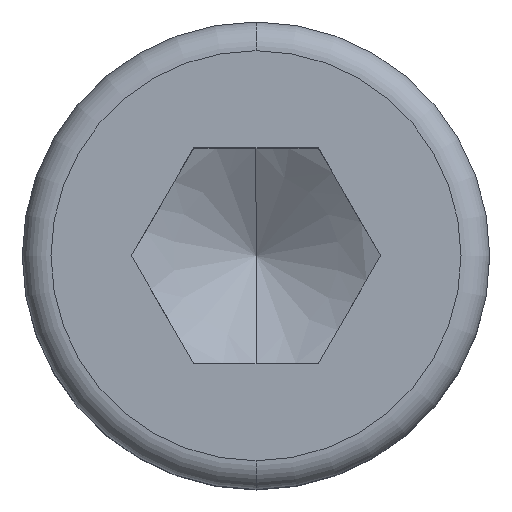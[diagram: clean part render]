
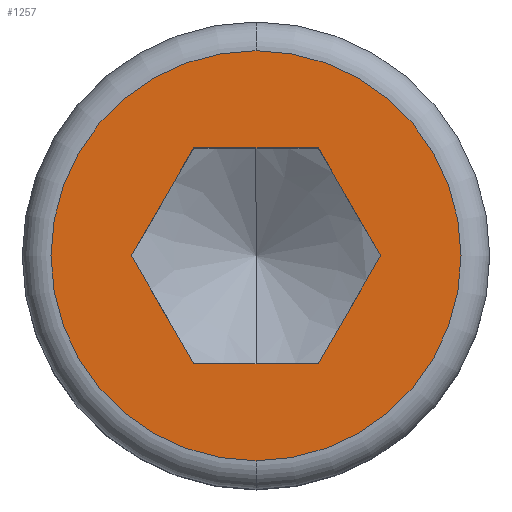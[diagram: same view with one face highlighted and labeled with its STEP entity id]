
A CAD part, top view. The second image highlights one B-rep face of the part: STEP entity #1257.
In plain terms, the highlighted planar face has unit normal (0, 0, 1).
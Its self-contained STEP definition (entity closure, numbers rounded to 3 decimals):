
#761=EDGE_CURVE('',#1205,#1439,#2035,.T.);
#829=VERTEX_POINT('',#2116);
#1027=EDGE_CURVE('',#1477,#1607,#2337,.T.);
#1089=EDGE_CURVE('',#1607,#1679,#2406,.T.);
#1135=VERTEX_POINT('',#2459);
#1205=VERTEX_POINT('',#2540);
#1257=ADVANCED_FACE('',(#2601,#2602),#2603,.T.);
#1439=VERTEX_POINT('',#2806);
#1477=VERTEX_POINT('',#2848);
#1519=EDGE_CURVE('',#829,#1135,#2893,.T.);
#1525=EDGE_CURVE('',#1135,#1477,#2900,.T.);
#1605=EDGE_CURVE('',#1439,#1205,#2992,.T.);
#1607=VERTEX_POINT('',#2994);
#1679=VERTEX_POINT('',#3075);
#1733=EDGE_CURVE('',#1679,#1891,#3140,.T.);
#1735=EDGE_CURVE('',#1891,#829,#3142,.T.);
#1891=VERTEX_POINT('',#3319);
#2035=CIRCLE('',#3504,5.7);
#2116=CARTESIAN_POINT('',(-1.733,3.001,8.));
#2337=LINE('',#3939,#3940);
#2406=LINE('',#4048,#4049);
#2459=CARTESIAN_POINT('',(1.733,3.001,8.));
#2540=CARTESIAN_POINT('',(0.,-5.7,8.));
#2601=FACE_BOUND('',#4313,.T.);
#2602=FACE_OUTER_BOUND('',#4314,.T.);
#2603=PLANE('',#4315);
#2806=CARTESIAN_POINT('',(0.,5.7,8.));
#2848=CARTESIAN_POINT('',(3.465,0.,8.));
#2893=LINE('',#4761,#4762);
#2900=LINE('',#4771,#4772);
#2992=CIRCLE('',#4893,5.7);
#2994=CARTESIAN_POINT('',(1.733,-3.001,8.));
#3075=CARTESIAN_POINT('',(-1.732,-3.001,8.));
#3140=LINE('',#5094,#5095);
#3142=LINE('',#5098,#5099);
#3319=CARTESIAN_POINT('',(-3.465,0.,8.));
#3504=AXIS2_PLACEMENT_3D('',#5509,#5510,#5511);
#3939=CARTESIAN_POINT('',(2.166,-2.251,8.));
#3940=VECTOR('',#5893,1.0);
#4048=CARTESIAN_POINT('',(-0.866,-3.001,8.));
#4049=VECTOR('',#5966,1.0);
#4313=EDGE_LOOP('',(#6236,#6237,#6238,#6239,#6240,#6241));
#4314=EDGE_LOOP('',(#6242,#6243));
#4315=AXIS2_PLACEMENT_3D('',#6244,#6245,#6246);
#4761=CARTESIAN_POINT('',(0.866,3.001,8.));
#4762=VECTOR('',#6556,1.0);
#4771=CARTESIAN_POINT('',(3.032,0.75,8.));
#4772=VECTOR('',#6567,1.0);
#4893=AXIS2_PLACEMENT_3D('',#6689,#6690,#6691);
#5094=CARTESIAN_POINT('',(-3.032,-0.75,8.));
#5095=VECTOR('',#6866,1.0);
#5098=CARTESIAN_POINT('',(-2.166,2.251,8.));
#5099=VECTOR('',#6867,1.0);
#5509=CARTESIAN_POINT('',(0.,0.,8.));
#5510=DIRECTION('',(0.,0.,1.0));
#5511=DIRECTION('',(-1.0,0.0,0.));
#5893=DIRECTION('',(-0.5,-0.866,0.0));
#5966=DIRECTION('',(-1.0,0.0,0.0));
#6236=ORIENTED_EDGE('',*,*,#1733,.T.);
#6237=ORIENTED_EDGE('',*,*,#1735,.T.);
#6238=ORIENTED_EDGE('',*,*,#1519,.T.);
#6239=ORIENTED_EDGE('',*,*,#1525,.T.);
#6240=ORIENTED_EDGE('',*,*,#1027,.T.);
#6241=ORIENTED_EDGE('',*,*,#1089,.T.);
#6242=ORIENTED_EDGE('',*,*,#761,.T.);
#6243=ORIENTED_EDGE('',*,*,#1605,.T.);
#6244=CARTESIAN_POINT('',(0.,-4.982,8.));
#6245=DIRECTION('',(0.,0.,1.0));
#6246=DIRECTION('',(0.,-1.0,0.));
#6556=DIRECTION('',(1.0,0.0,0.0));
#6567=DIRECTION('',(0.5,-0.866,0.0));
#6689=CARTESIAN_POINT('',(0.,0.,8.));
#6690=DIRECTION('',(0.,0.,1.0));
#6691=DIRECTION('',(-1.0,0.0,0.));
#6866=DIRECTION('',(-0.5,0.866,0.0));
#6867=DIRECTION('',(0.5,0.866,0.0));
